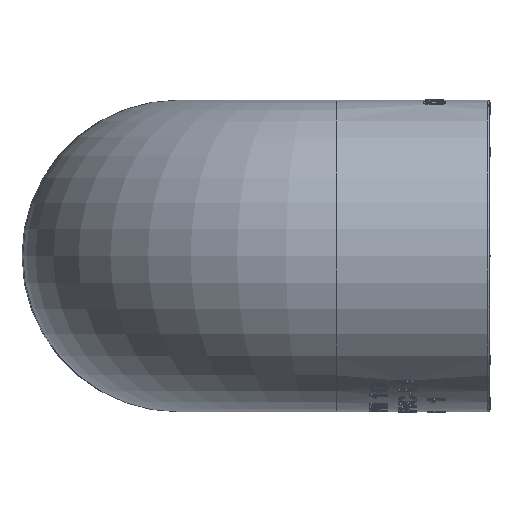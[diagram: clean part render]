
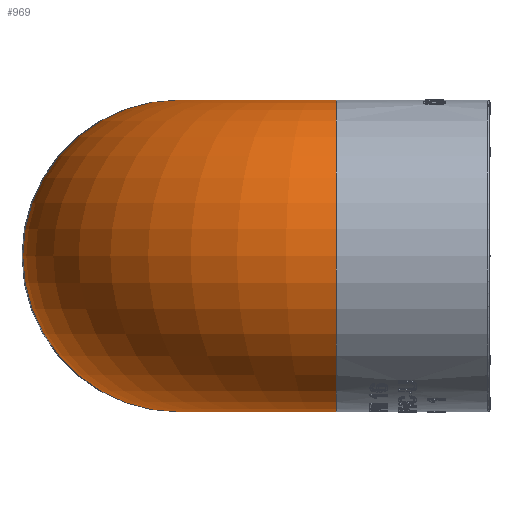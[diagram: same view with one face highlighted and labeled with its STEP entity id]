
A CAD part, front view. The second image highlights one B-rep face of the part: STEP entity #969.
In plain terms, the highlighted toroidal (fillet/blend) face has major radius 70.994 mm and minor radius 70.25 mm.
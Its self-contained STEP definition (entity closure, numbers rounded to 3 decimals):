
#261=TOROIDAL_SURFACE('',#9367,70.994,70.25);
#969=ADVANCED_FACE('',(#3133,#3134),#261,.T.);
#1533=CIRCLE('',#9167,70.25);
#1686=CIRCLE('',#9366,70.25);
#3133=FACE_BOUND('',#3230,.T.);
#3134=FACE_BOUND('',#3231,.T.);
#3230=EDGE_LOOP('',(#4277));
#3231=EDGE_LOOP('',(#4278));
#4277=ORIENTED_EDGE('',*,*,#7726,.F.);
#4278=ORIENTED_EDGE('',*,*,#7368,.F.);
#6505=VERTEX_POINT('',#12721);
#6834=VERTEX_POINT('',#14531);
#7368=EDGE_CURVE('',#6505,#6505,#1533,.T.);
#7726=EDGE_CURVE('',#6834,#6834,#1686,.T.);
#9167=AXIS2_PLACEMENT_3D('',#12720,#9901,#9902);
#9366=AXIS2_PLACEMENT_3D('',#14530,#10375,#10376);
#9367=AXIS2_PLACEMENT_3D('',#14532,#10377,#10378);
#9901=DIRECTION('',(1.,0.,0.));
#9902=DIRECTION('',(0.,1.,0.));
#10375=DIRECTION('',(-0.007,1.,0.));
#10376=DIRECTION('',(-1.,-0.007,0.));
#10377=DIRECTION('',(0.,0.,-1.));
#10378=DIRECTION('',(-1.,0.,0.));
#12720=CARTESIAN_POINT('',(1524.241,-540.314,0.));
#12721=CARTESIAN_POINT('',(1524.241,-470.064,0.));
#14530=CARTESIAN_POINT('',(1453.248,-469.816,0.));
#14531=CARTESIAN_POINT('',(1383.,-470.306,0.));
#14532=CARTESIAN_POINT('',(1524.241,-469.32,0.));
